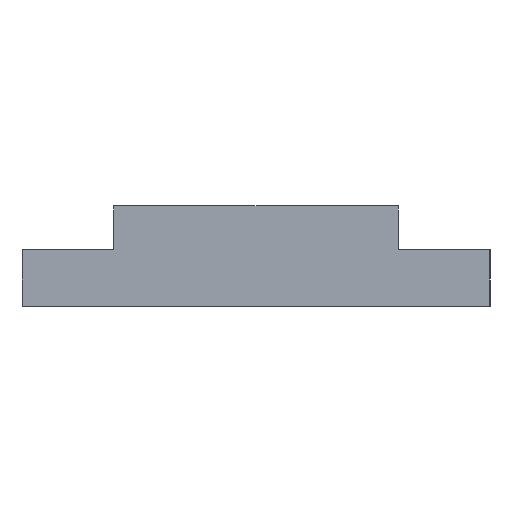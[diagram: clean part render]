
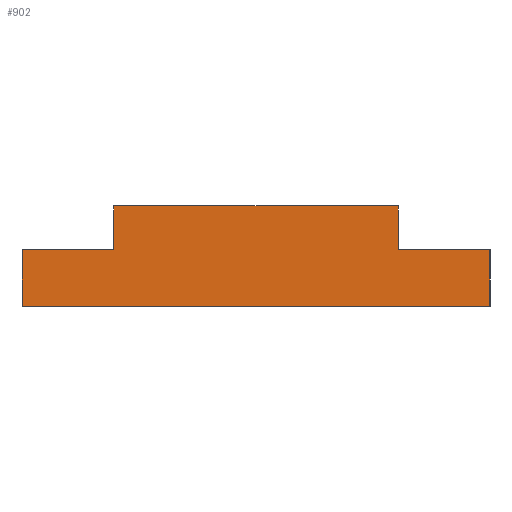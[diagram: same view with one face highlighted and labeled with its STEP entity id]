
A CAD part, left-side view. The second image highlights one B-rep face of the part: STEP entity #902.
In plain terms, the highlighted planar face has unit normal (-1, 0, 0).
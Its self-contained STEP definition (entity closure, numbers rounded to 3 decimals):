
#12 = VECTOR ( 'NONE', #785, 1000. ) ;
#35 = VECTOR ( 'NONE', #879, 1000. ) ;
#61 = CARTESIAN_POINT ( 'NONE',  ( -84., -15.2, 10.7 ) ) ;
#94 = DIRECTION ( 'NONE',  ( 1., 0., 0. ) ) ;
#115 = VECTOR ( 'NONE', #1584, 1000. ) ;
#117 = CARTESIAN_POINT ( 'NONE',  ( -84., 15.2, 10.7 ) ) ;
#134 = VERTEX_POINT ( 'NONE', #584 ) ;
#159 = LINE ( 'NONE', #270, #12 ) ;
#173 = ORIENTED_EDGE ( 'NONE', *, *, #538, .T. ) ;
#202 = LINE ( 'NONE', #61, #1560 ) ;
#245 = CARTESIAN_POINT ( 'NONE',  ( -84., 25., 6. ) ) ;
#270 = CARTESIAN_POINT ( 'NONE',  ( -84., 25., 0. ) ) ;
#277 = VECTOR ( 'NONE', #698, 1000. ) ;
#293 = CARTESIAN_POINT ( 'NONE',  ( -84., 15.2, 10.7 ) ) ;
#328 = ORIENTED_EDGE ( 'NONE', *, *, #628, .F. ) ;
#434 = CARTESIAN_POINT ( 'NONE',  ( -84., 25., 6. ) ) ;
#444 = VECTOR ( 'NONE', #1047, 1000. ) ;
#523 = CARTESIAN_POINT ( 'NONE',  ( -84., 25., 0. ) ) ;
#527 = LINE ( 'NONE', #1115, #620 ) ;
#529 = DIRECTION ( 'NONE',  ( 0., 0., -1. ) ) ;
#538 = EDGE_CURVE ( 'NONE', #1065, #990, #159, .T. ) ;
#553 = LINE ( 'NONE', #293, #444 ) ;
#579 = AXIS2_PLACEMENT_3D ( 'NONE', #245, #94, #1327 ) ;
#584 = CARTESIAN_POINT ( 'NONE',  ( -84., 25., 6. ) ) ;
#599 = LINE ( 'NONE', #117, #115 ) ;
#613 = DIRECTION ( 'NONE',  ( 0., -1., 0. ) ) ;
#620 = VECTOR ( 'NONE', #613, 1000. ) ;
#628 = EDGE_CURVE ( 'NONE', #134, #1198, #886, .T. ) ;
#633 = CARTESIAN_POINT ( 'NONE',  ( -84., 15.2, 10.7 ) ) ;
#648 = CARTESIAN_POINT ( 'NONE',  ( -84., -25., 6. ) ) ;
#653 = LINE ( 'NONE', #648, #1268 ) ;
#666 = EDGE_CURVE ( 'NONE', #1004, #1136, #202, .T. ) ;
#698 = DIRECTION ( 'NONE',  ( 0., 0., -1. ) ) ;
#699 = ORIENTED_EDGE ( 'NONE', *, *, #905, .T. ) ;
#724 = EDGE_CURVE ( 'NONE', #134, #1065, #1053, .T. ) ;
#742 = CARTESIAN_POINT ( 'NONE',  ( -84., -15.2, 10.7 ) ) ;
#748 = CARTESIAN_POINT ( 'NONE',  ( -84., -25., 6. ) ) ;
#785 = DIRECTION ( 'NONE',  ( 0., -1., 0. ) ) ;
#795 = EDGE_LOOP ( 'NONE', ( #173, #1206, #998, #1381, #1539, #699, #328, #1444 ) ) ;
#858 = FACE_OUTER_BOUND ( 'NONE', #795, .T. ) ;
#879 = DIRECTION ( 'NONE',  ( 0., -1., 0. ) ) ;
#886 = LINE ( 'NONE', #1494, #35 ) ;
#892 = CARTESIAN_POINT ( 'NONE',  ( -84., -25., 0. ) ) ;
#902 = ADVANCED_FACE ( 'NONE', ( #858 ), #994, .F. ) ;
#905 = EDGE_CURVE ( 'NONE', #1029, #1198, #599, .T. ) ;
#934 = CARTESIAN_POINT ( 'NONE',  ( -84., 15.2, 6. ) ) ;
#938 = DIRECTION ( 'NONE',  ( 0., 0., -1. ) ) ;
#990 = VERTEX_POINT ( 'NONE', #892 ) ;
#994 = PLANE ( 'NONE',  #579 ) ;
#998 = ORIENTED_EDGE ( 'NONE', *, *, #1518, .F. ) ;
#1004 = VERTEX_POINT ( 'NONE', #742 ) ;
#1018 = EDGE_CURVE ( 'NONE', #1492, #990, #653, .T. ) ;
#1029 = VERTEX_POINT ( 'NONE', #633 ) ;
#1047 = DIRECTION ( 'NONE',  ( 0., -1., 0. ) ) ;
#1053 = LINE ( 'NONE', #434, #277 ) ;
#1065 = VERTEX_POINT ( 'NONE', #523 ) ;
#1115 = CARTESIAN_POINT ( 'NONE',  ( -84., 25., 6. ) ) ;
#1136 = VERTEX_POINT ( 'NONE', #1556 ) ;
#1198 = VERTEX_POINT ( 'NONE', #934 ) ;
#1206 = ORIENTED_EDGE ( 'NONE', *, *, #1018, .F. ) ;
#1268 = VECTOR ( 'NONE', #529, 1000. ) ;
#1327 = DIRECTION ( 'NONE',  ( 0., 0., -1. ) ) ;
#1381 = ORIENTED_EDGE ( 'NONE', *, *, #666, .F. ) ;
#1444 = ORIENTED_EDGE ( 'NONE', *, *, #724, .T. ) ;
#1492 = VERTEX_POINT ( 'NONE', #748 ) ;
#1494 = CARTESIAN_POINT ( 'NONE',  ( -84., 25., 6. ) ) ;
#1518 = EDGE_CURVE ( 'NONE', #1136, #1492, #527, .T. ) ;
#1539 = ORIENTED_EDGE ( 'NONE', *, *, #1551, .F. ) ;
#1551 = EDGE_CURVE ( 'NONE', #1029, #1004, #553, .T. ) ;
#1556 = CARTESIAN_POINT ( 'NONE',  ( -84., -15.2, 6. ) ) ;
#1560 = VECTOR ( 'NONE', #938, 1000. ) ;
#1584 = DIRECTION ( 'NONE',  ( 0., 0., -1. ) ) ;
